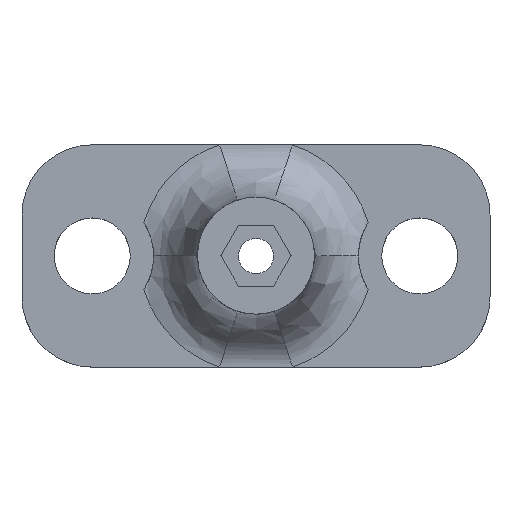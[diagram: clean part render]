
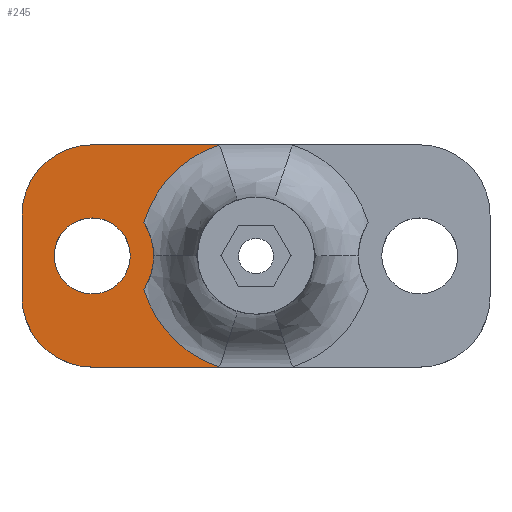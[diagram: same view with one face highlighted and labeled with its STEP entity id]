
A CAD part, top view. The second image highlights one B-rep face of the part: STEP entity #245.
In plain terms, the highlighted planar face has unit normal (0, 0, 1).
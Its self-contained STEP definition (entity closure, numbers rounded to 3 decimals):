
#16 = CARTESIAN_POINT ( 'NONE',  ( 14.03, 1.469, 4. ) ) ;
#31 = CARTESIAN_POINT ( 'NONE',  ( 10.984, 13.846, 4. ) ) ;
#33 = AXIS2_PLACEMENT_3D ( 'NONE', #1658, #591, #701 ) ;
#34 = CARTESIAN_POINT ( 'NONE',  ( 0., 0., 4. ) ) ;
#108 = VERTEX_POINT ( 'NONE', #252 ) ;
#141 = CARTESIAN_POINT ( 'NONE',  ( 16.11, 18.748, 4. ) ) ;
#153 = VERTEX_POINT ( 'NONE', #716 ) ;
#156 = DIRECTION ( 'NONE',  ( -1., 0., 0. ) ) ;
#157 = CARTESIAN_POINT ( 'NONE',  ( 10.528, 6.269, 4. ) ) ;
#195 = DIRECTION ( 'NONE',  ( 0., 0., -1. ) ) ;
#235 = EDGE_CURVE ( 'NONE', #108, #978, #661, .T. ) ;
#239 = ORIENTED_EDGE ( 'NONE', *, *, #519, .T. ) ;
#241 = ORIENTED_EDGE ( 'NONE', *, *, #1181, .T. ) ;
#243 = DIRECTION ( 'NONE',  ( -1., 0., 0. ) ) ;
#245 = ADVANCED_FACE ( 'NONE', ( #1623, #1357 ), #1006, .F. ) ;
#252 = CARTESIAN_POINT ( 'NONE',  ( 10.413, 12.344, 4. ) ) ;
#263 = CARTESIAN_POINT ( 'NONE',  ( 15.385, 18.409, 4. ) ) ;
#276 = CARTESIAN_POINT ( 'NONE',  ( 13.402, 17.026, 4. ) ) ;
#286 = CARTESIAN_POINT ( 'NONE',  ( 6., 6., 4. ) ) ;
#300 = CARTESIAN_POINT ( 'NONE',  ( 0., 6., 4. ) ) ;
#302 = CARTESIAN_POINT ( 'NONE',  ( 11.166, 4.797, 4. ) ) ;
#303 = VERTEX_POINT ( 'NONE', #1407 ) ;
#316 = CARTESIAN_POINT ( 'NONE',  ( 10.413, 12.344, 4. ) ) ;
#336 = ORIENTED_EDGE ( 'NONE', *, *, #465, .F. ) ;
#373 = CIRCLE ( 'NONE', #33, 6. ) ;
#381 = EDGE_LOOP ( 'NONE', ( #503, #989, #1697, #1343, #1380, #239, #1046, #241 ) ) ;
#385 = AXIS2_PLACEMENT_3D ( 'NONE', #1103, #1085, #1089 ) ;
#420 = VERTEX_POINT ( 'NONE', #1700 ) ;
#431 = CARTESIAN_POINT ( 'NONE',  ( 16.878, 19., 4. ) ) ;
#444 = DIRECTION ( 'NONE',  ( 0., 0., 1. ) ) ;
#459 = CARTESIAN_POINT ( 'NONE',  ( 6., 9.5, 4. ) ) ;
#465 = EDGE_CURVE ( 'NONE', #571, #1393, #999, .T. ) ;
#487 = EDGE_CURVE ( 'NONE', #420, #153, #373, .T. ) ;
#493 = DIRECTION ( 'NONE',  ( 1., 0., 0. ) ) ;
#503 = ORIENTED_EDGE ( 'NONE', *, *, #1359, .T. ) ;
#519 = EDGE_CURVE ( 'NONE', #153, #574, #1017, .T. ) ;
#539 = LINE ( 'NONE', #1015, #1037 ) ;
#547 = CARTESIAN_POINT ( 'NONE',  ( 11.165, 14.203, 4. ) ) ;
#551 = CARTESIAN_POINT ( 'NONE',  ( 14.362, 17.768, 4. ) ) ;
#571 = VERTEX_POINT ( 'NONE', #580 ) ;
#574 = VERTEX_POINT ( 'NONE', #300 ) ;
#579 = EDGE_CURVE ( 'NONE', #1393, #571, #768, .T. ) ;
#580 = CARTESIAN_POINT ( 'NONE',  ( 9.25, 9.5, 4. ) ) ;
#586 = CARTESIAN_POINT ( 'NONE',  ( 13.403, 1.974, 4. ) ) ;
#591 = DIRECTION ( 'NONE',  ( 0., 0., 1. ) ) ;
#592 = CARTESIAN_POINT ( 'NONE',  ( 2.75, 9.5, 4. ) ) ;
#610 = EDGE_CURVE ( 'NONE', #574, #303, #1445, .T. ) ;
#653 = AXIS2_PLACEMENT_3D ( 'NONE', #1728, #1292, #764 ) ;
#661 = B_SPLINE_CURVE_WITH_KNOTS ( 'NONE', 3,
 ( #316, #1249, #731, #31, #547, #1483, #798, #1310, #1498, #276, #1365, #551, #263, #141, #431 ),
 .UNSPECIFIED., .F., .F.,
 ( 4, 2, 2, 2, 1, 2, 2, 4 ),
 ( 0.615, 0.663, 0.711, 0.759, 0.808, 0.856, 0.904, 1. ),
 .UNSPECIFIED. ) ;
#664 = VECTOR ( 'NONE', #243, 1000. ) ;
#701 = DIRECTION ( 'NONE',  ( -1., 0., 0. ) ) ;
#714 = VERTEX_POINT ( 'NONE', #1211 ) ;
#716 = CARTESIAN_POINT ( 'NONE',  ( 0., 13., 4. ) ) ;
#728 = B_SPLINE_CURVE_WITH_KNOTS ( 'NONE', 3,
 ( #1482, #1768, #860, #736, #16, #586, #994, #1688, #1106, #1541, #302, #1528, #1246, #157, #1230 ),
 .UNSPECIFIED., .F., .F.,
 ( 4, 2, 2, 1, 2, 2, 2, 4 ),
 ( 0., 0.096, 0.144, 0.192, 0.241, 0.289, 0.337, 0.385 ),
 .UNSPECIFIED. ) ;
#731 = CARTESIAN_POINT ( 'NONE',  ( 10.666, 13.111, 4. ) ) ;
#736 = CARTESIAN_POINT ( 'NONE',  ( 14.362, 1.232, 4. ) ) ;
#764 = DIRECTION ( 'NONE',  ( 1., 0., 0. ) ) ;
#768 = CIRCLE ( 'NONE', #1281, 3.25 ) ;
#793 = CARTESIAN_POINT ( 'NONE',  ( 16.878, 19., 4. ) ) ;
#798 = CARTESIAN_POINT ( 'NONE',  ( 11.798, 15.234, 4. ) ) ;
#860 = CARTESIAN_POINT ( 'NONE',  ( 15.385, 0.591, 4. ) ) ;
#978 = VERTEX_POINT ( 'NONE', #793 ) ;
#981 = DIRECTION ( 'NONE',  ( 0., -1., 0. ) ) ;
#989 = ORIENTED_EDGE ( 'NONE', *, *, #1280, .T. ) ;
#994 = CARTESIAN_POINT ( 'NONE',  ( 12.811, 2.514, 4. ) ) ;
#997 = CIRCLE ( 'NONE', #385, 5.25 ) ;
#999 = CIRCLE ( 'NONE', #653, 3.25 ) ;
#1006 = PLANE ( 'NONE',  #1461 ) ;
#1015 = CARTESIAN_POINT ( 'NONE',  ( 0., 0., 4. ) ) ;
#1017 = LINE ( 'NONE', #34, #1535 ) ;
#1037 = VECTOR ( 'NONE', #493, 1000. ) ;
#1046 = ORIENTED_EDGE ( 'NONE', *, *, #610, .T. ) ;
#1085 = DIRECTION ( 'NONE',  ( 0., 0., 1. ) ) ;
#1088 = LINE ( 'NONE', #1782, #664 ) ;
#1089 = DIRECTION ( 'NONE',  ( 1., 0., 0. ) ) ;
#1103 = CARTESIAN_POINT ( 'NONE',  ( 6., 9.5, 4. ) ) ;
#1106 = CARTESIAN_POINT ( 'NONE',  ( 11.798, 3.766, 4. ) ) ;
#1181 = EDGE_CURVE ( 'NONE', #303, #714, #539, .T. ) ;
#1211 = CARTESIAN_POINT ( 'NONE',  ( 16.878, 0., 4. ) ) ;
#1228 = DIRECTION ( 'NONE',  ( 1., 0., 0. ) ) ;
#1230 = CARTESIAN_POINT ( 'NONE',  ( 10.413, 6.656, 4. ) ) ;
#1246 = CARTESIAN_POINT ( 'NONE',  ( 10.666, 5.889, 4. ) ) ;
#1249 = CARTESIAN_POINT ( 'NONE',  ( 10.528, 12.732, 4. ) ) ;
#1250 = ORIENTED_EDGE ( 'NONE', *, *, #579, .F. ) ;
#1280 = EDGE_CURVE ( 'NONE', #1494, #108, #997, .T. ) ;
#1281 = AXIS2_PLACEMENT_3D ( 'NONE', #459, #444, #1228 ) ;
#1292 = DIRECTION ( 'NONE',  ( 0., 0., 1. ) ) ;
#1310 = CARTESIAN_POINT ( 'NONE',  ( 12.287, 15.877, 4. ) ) ;
#1343 = ORIENTED_EDGE ( 'NONE', *, *, #1678, .T. ) ;
#1357 = FACE_BOUND ( 'NONE', #1451, .T. ) ;
#1359 = EDGE_CURVE ( 'NONE', #714, #1494, #728, .T. ) ;
#1365 = CARTESIAN_POINT ( 'NONE',  ( 14.03, 17.531, 4. ) ) ;
#1380 = ORIENTED_EDGE ( 'NONE', *, *, #487, .T. ) ;
#1393 = VERTEX_POINT ( 'NONE', #592 ) ;
#1407 = CARTESIAN_POINT ( 'NONE',  ( 6., 0., 4. ) ) ;
#1445 = CIRCLE ( 'NONE', #1692, 6. ) ;
#1451 = EDGE_LOOP ( 'NONE', ( #1250, #336 ) ) ;
#1461 = AXIS2_PLACEMENT_3D ( 'NONE', #1553, #195, #1571 ) ;
#1482 = CARTESIAN_POINT ( 'NONE',  ( 16.878, 0., 4. ) ) ;
#1483 = CARTESIAN_POINT ( 'NONE',  ( 11.572, 14.896, 4. ) ) ;
#1494 = VERTEX_POINT ( 'NONE', #1719 ) ;
#1498 = CARTESIAN_POINT ( 'NONE',  ( 12.81, 16.486, 4. ) ) ;
#1528 = CARTESIAN_POINT ( 'NONE',  ( 10.984, 5.154, 4. ) ) ;
#1535 = VECTOR ( 'NONE', #981, 1000. ) ;
#1541 = CARTESIAN_POINT ( 'NONE',  ( 11.572, 4.104, 4. ) ) ;
#1553 = CARTESIAN_POINT ( 'NONE',  ( 0., 0., 4. ) ) ;
#1571 = DIRECTION ( 'NONE',  ( -1., 0., 0. ) ) ;
#1623 = FACE_OUTER_BOUND ( 'NONE', #381, .T. ) ;
#1642 = DIRECTION ( 'NONE',  ( 0., 0., 1. ) ) ;
#1658 = CARTESIAN_POINT ( 'NONE',  ( 6., 13., 4. ) ) ;
#1678 = EDGE_CURVE ( 'NONE', #978, #420, #1088, .T. ) ;
#1688 = CARTESIAN_POINT ( 'NONE',  ( 12.287, 3.123, 4. ) ) ;
#1692 = AXIS2_PLACEMENT_3D ( 'NONE', #286, #1642, #156 ) ;
#1697 = ORIENTED_EDGE ( 'NONE', *, *, #235, .T. ) ;
#1700 = CARTESIAN_POINT ( 'NONE',  ( 6., 19., 4. ) ) ;
#1719 = CARTESIAN_POINT ( 'NONE',  ( 10.413, 6.656, 4. ) ) ;
#1728 = CARTESIAN_POINT ( 'NONE',  ( 6., 9.5, 4. ) ) ;
#1768 = CARTESIAN_POINT ( 'NONE',  ( 16.111, 0.252, 4. ) ) ;
#1782 = CARTESIAN_POINT ( 'NONE',  ( 0., 19., 4. ) ) ;
